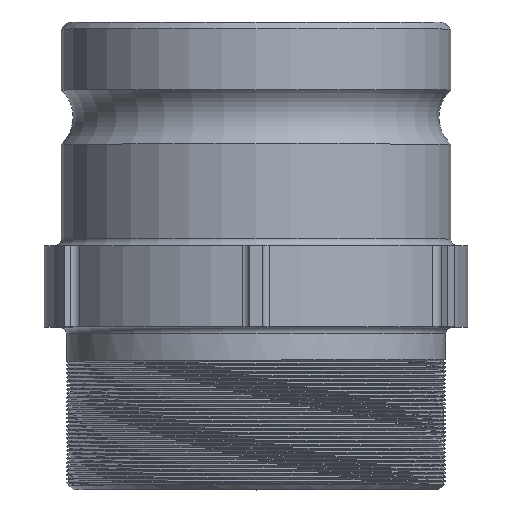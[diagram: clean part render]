
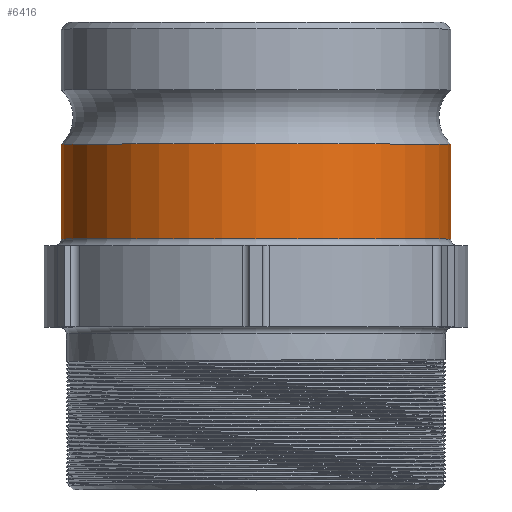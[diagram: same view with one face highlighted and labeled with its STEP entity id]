
A CAD part, top view. The second image highlights one B-rep face of the part: STEP entity #6416.
In plain terms, the highlighted cylindrical face has radius 45.641 mm (diameter 91.281 mm), a full revolution.
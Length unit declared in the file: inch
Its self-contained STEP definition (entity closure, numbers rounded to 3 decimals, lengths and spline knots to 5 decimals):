
#6261=CARTESIAN_POINT('',(-1.79688,0.0625,0.0));
#6262=VERTEX_POINT('',#6261);
#6263=CARTESIAN_POINT('',(0.0,0.0625,0.0));
#6264=DIRECTION('',(0.0,-1.0,0.0));
#6265=DIRECTION('',(1.0,0.0,0.0));
#6266=AXIS2_PLACEMENT_3D('',#6263,#6264,#6265);
#6267=CIRCLE('',#6266,1.79688);
#6268=EDGE_CURVE('',#6262,#6262,#6267,.T.);
#6397=CARTESIAN_POINT('',(0.0,0.46875,0.0));
#6398=DIRECTION('',(0.0,1.0,0.0));
#6399=DIRECTION('',(-1.0,0.0,0.0));
#6400=AXIS2_PLACEMENT_3D('',#6397,#6398,#6399);
#6401=CYLINDRICAL_SURFACE('',#6400,1.79688);
#6402=CARTESIAN_POINT('',(-1.79688,0.9375,0.0));
#6403=VERTEX_POINT('',#6402);
#6404=CARTESIAN_POINT('',(0.0,0.9375,0.0));
#6405=DIRECTION('',(0.0,1.0,0.0));
#6406=DIRECTION('',(-1.0,0.0,0.0));
#6407=AXIS2_PLACEMENT_3D('',#6404,#6405,#6406);
#6408=CIRCLE('',#6407,1.79688);
#6409=EDGE_CURVE('',#6403,#6403,#6408,.T.);
#6410=ORIENTED_EDGE('',*,*,#6409,.F.);
#6411=EDGE_LOOP('',(#6410));
#6412=FACE_OUTER_BOUND('',#6411,.T.);
#6413=ORIENTED_EDGE('',*,*,#6268,.F.);
#6414=EDGE_LOOP('',(#6413));
#6415=FACE_BOUND('',#6414,.T.);
#6416=ADVANCED_FACE('',(#6412,#6415),#6401,.T.);
